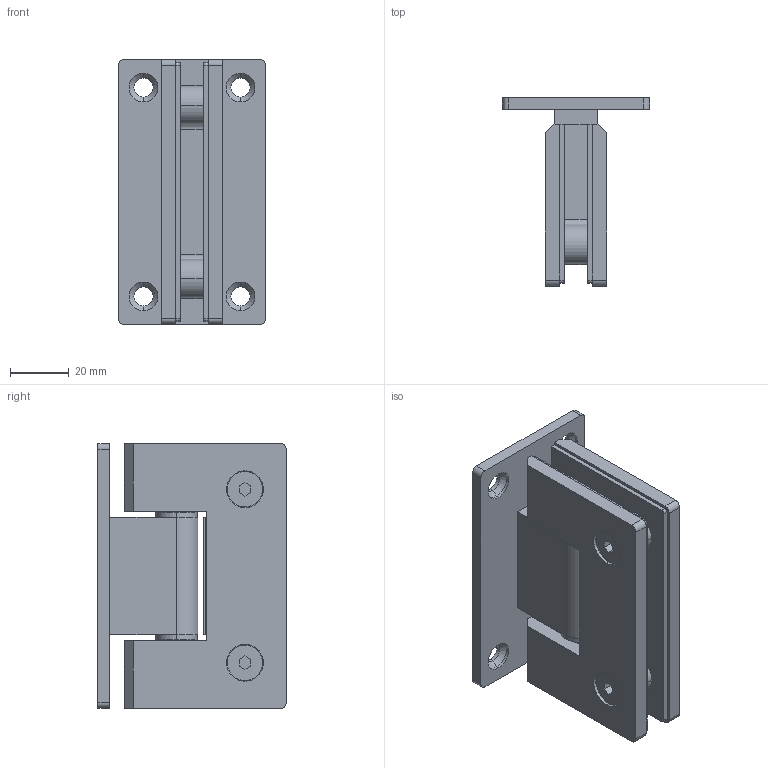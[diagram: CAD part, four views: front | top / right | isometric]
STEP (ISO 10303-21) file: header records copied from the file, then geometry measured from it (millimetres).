
FILE_DESCRIPTION (( 'STEP AP214' ), '1' );
FILE_NAME ('GS-304_D-B-990-1_S-B.STEP', '2021-08-25T13:57:00', ( '' ), ( '' ), 'SwSTEP 2.0', 'SolidWorks 2019', '' );
FILE_SCHEMA (( 'AUTOMOTIVE_DESIGN' ));
Length unit declared in the file: millimetre
Products named in the file (8): GS-304-D-B-990-1-S-B P1; GS-304-D-B-990-1-S-B P3; GS-304-D-B-990-1-S-B Z1; GS-304_D-B-990-1_S-B; GS-304-D-B-990-1-S-B P2; Plast N01; M6x16_DIN 7991; Tesnenie - vlozka
Assembly tree (9 placements, depth 3):
  GS-304_D-B-990-1_S-B
    GS-304-D-B-990-1-S-B Z1
      GS-304-D-B-990-1-S-B P2
      GS-304-D-B-990-1-S-B P3
    Plast N01
    Tesnenie - vlozka  x2
    GS-304-D-B-990-1-S-B P1
    M6x16_DIN 7991  x2
Bounding box: 50 x 64 x 90 mm (x, y, z)
Volume: 87526 mm3; surface area: 53810.5 mm2
Topology: 8 solids, 8 shells, 339 faces, 897 edges, 581 vertices
Faces by surface type: cylinder 175, plane 120, cone 36, torus 4, bspline 4
Entity records: 10608 total; most frequent: CARTESIAN_POINT 3761, DIRECTION 1382, ORIENTED_EDGE 1374, EDGE_CURVE 687, AXIS2_PLACEMENT_3D 495, VERTEX_POINT 445, LINE 392, VECTOR 392
